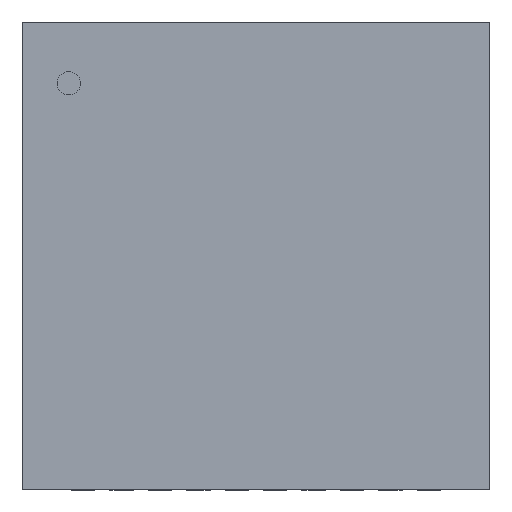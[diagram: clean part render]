
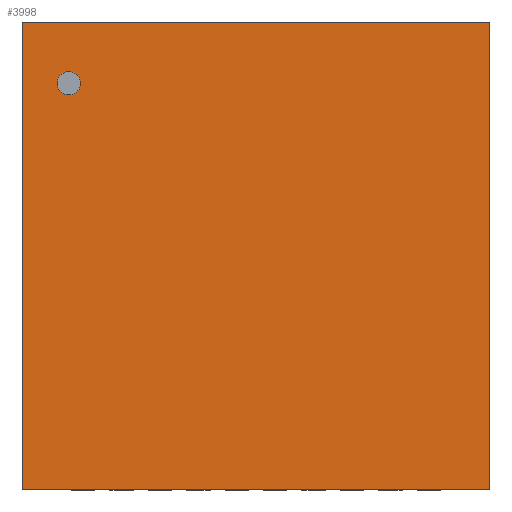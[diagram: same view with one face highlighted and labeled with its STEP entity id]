
A CAD part, top view. The second image highlights one B-rep face of the part: STEP entity #3998.
In plain terms, the highlighted planar face has unit normal (0, 0, 1).
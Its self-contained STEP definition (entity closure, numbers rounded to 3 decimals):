
#63=PLANE('',#4311);
#318=FACE_OUTER_BOUND('',#573,.T.);
#573=EDGE_LOOP('',(#2703,#2704,#2705,#2706));
#823=LINE('',#5595,#1328);
#827=LINE('',#5602,#1332);
#830=LINE('',#5608,#1335);
#832=LINE('',#5611,#1337);
#1328=VECTOR('',#4575,6.096);
#1332=VECTOR('',#4581,6.096);
#1335=VECTOR('',#4586,6.096);
#1337=VECTOR('',#4590,6.096);
#1836=VERTEX_POINT('',#5592);
#1837=VERTEX_POINT('',#5594);
#1839=VERTEX_POINT('',#5600);
#1841=VERTEX_POINT('',#5606);
#2175=EDGE_CURVE('',#1837,#1836,#823,.T.);
#2179=EDGE_CURVE('',#1836,#1839,#827,.T.);
#2182=EDGE_CURVE('',#1839,#1841,#830,.T.);
#2184=EDGE_CURVE('',#1841,#1837,#832,.T.);
#2703=ORIENTED_EDGE('',*,*,#2175,.T.);
#2704=ORIENTED_EDGE('',*,*,#2179,.T.);
#2705=ORIENTED_EDGE('',*,*,#2182,.T.);
#2706=ORIENTED_EDGE('',*,*,#2184,.T.);
#3998=ADVANCED_FACE('',(#318),#63,.T.);
#4311=AXIS2_PLACEMENT_3D('',#5613,#4593,#4594);
#4575=DIRECTION('',(1.,0.,0.));
#4581=DIRECTION('',(0.,1.,0.));
#4586=DIRECTION('',(-1.,0.,0.));
#4590=DIRECTION('',(0.,-1.,0.));
#4593=DIRECTION('center_axis',(0.,0.,1.));
#4594=DIRECTION('ref_axis',(0.,1.,0.));
#5592=CARTESIAN_POINT('',(3.048,-3.048,0.813));
#5594=CARTESIAN_POINT('',(-3.048,-3.048,0.813));
#5595=CARTESIAN_POINT('',(-3.048,-3.048,0.813));
#5600=CARTESIAN_POINT('',(3.048,3.048,0.813));
#5602=CARTESIAN_POINT('',(3.048,-3.048,0.813));
#5606=CARTESIAN_POINT('',(-3.048,3.048,0.813));
#5608=CARTESIAN_POINT('',(3.048,3.048,0.813));
#5611=CARTESIAN_POINT('',(-3.048,3.048,0.813));
#5613=CARTESIAN_POINT('Origin',(-3.048,-3.048,0.813));
